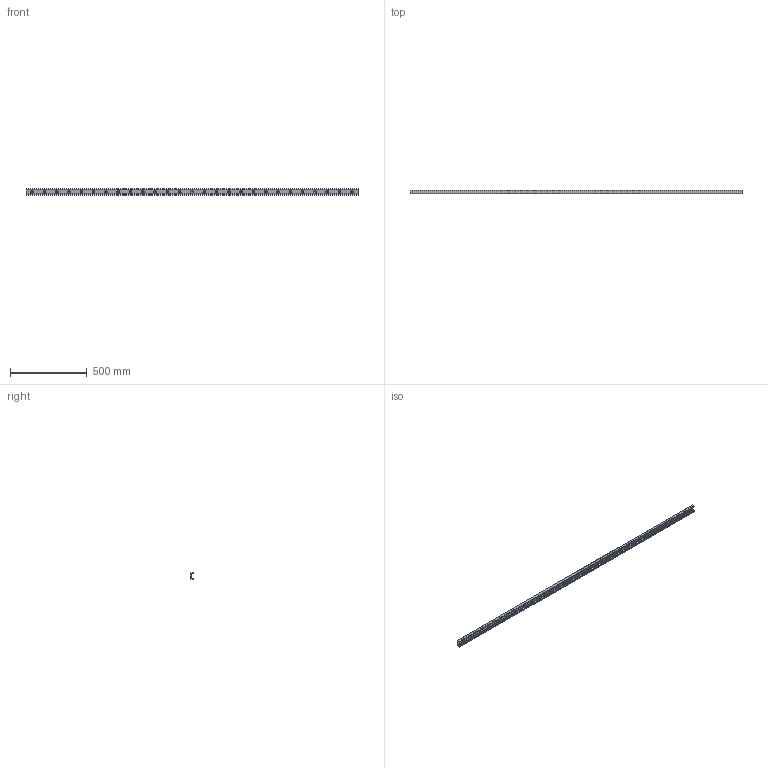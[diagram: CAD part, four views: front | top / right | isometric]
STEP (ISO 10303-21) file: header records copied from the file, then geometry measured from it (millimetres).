
FILE_DESCRIPTION((''),'2;1');
FILE_NAME('LCX 43-2160.V.stp','2016-04-28T14:51:46',('MRathmann'),(''),'Autodesk Inventor 2012','Autodesk Inventor 2012','');
FILE_SCHEMA(('CONFIG_CONTROL_DESIGN'));
Length unit declared in the file: millimetre
Products named in the file (1): LCX 43-2160.V
Bounding box: 2160 x 21 x 43 mm (x, y, z)
Volume: 738241.1 mm3; surface area: 343878.2 mm2
Topology: 1 solids, 1 shells, 82 faces, 213 edges, 133 vertices
Faces by surface type: cylinder 40, cone 27, plane 15
Full cylindrical faces by diameter (mm): 8.5 x27
Entity records: 2392 total; most frequent: DIRECTION 432, CARTESIAN_POINT 375, ORIENTED_EDGE 318, AXIS2_PLACEMENT_3D 190, EDGE_LOOP 190, EDGE_CURVE 159, VERTEX_POINT 133, FACE_BOUND 108
